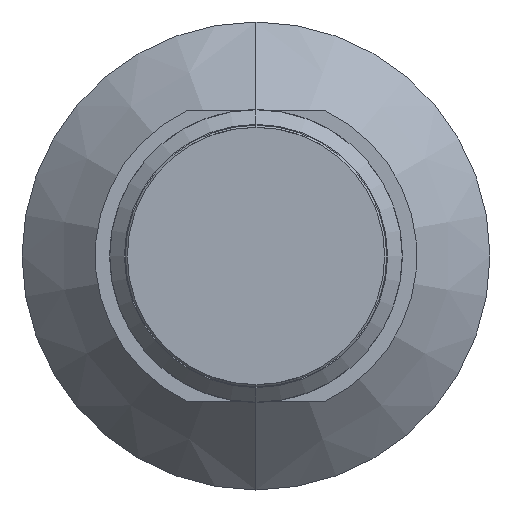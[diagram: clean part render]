
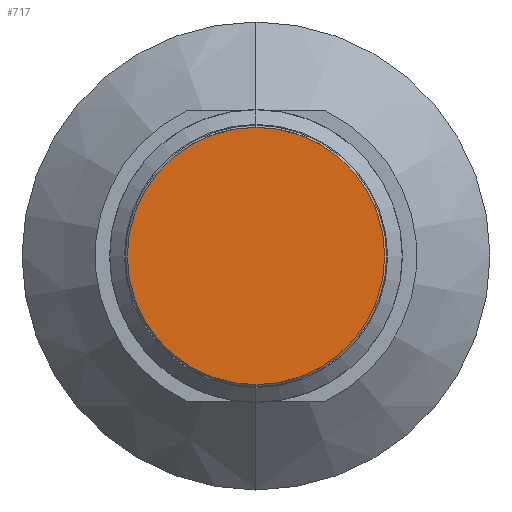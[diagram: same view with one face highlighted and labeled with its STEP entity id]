
A CAD part, front view. The second image highlights one B-rep face of the part: STEP entity #717.
In plain terms, the highlighted planar face has unit normal (0, -1, 0).
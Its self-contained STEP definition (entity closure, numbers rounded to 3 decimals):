
#146 = EDGE_LOOP ( 'NONE', ( #2750, #2960 ) ) ;
#185 = DIRECTION ( 'NONE',  ( 0., 1., 0. ) ) ;
#220 = CIRCLE ( 'NONE', #3276, 2.2 ) ;
#367 = DIRECTION ( 'NONE',  ( 0., -1., 0. ) ) ;
#502 = DIRECTION ( 'NONE',  ( -1., 0., 0. ) ) ;
#717 = ADVANCED_FACE ( 'Defeature ausgef�hrt1_15', ( #2423 ), #2728, .F. ) ;
#863 = CIRCLE ( 'NONE', #3760, 2.2 ) ;
#1015 = DIRECTION ( 'NONE',  ( 1., 0., 0. ) ) ;
#1273 = EDGE_CURVE ( 'Defeature ausgef�hrt1_15+Defeature ausgef�hrt1_22+Defeature ausgef�hrt1_22+Defeature ausgef�hrt1_22', #1400, #4036, #220, .T. ) ;
#1320 = DIRECTION ( 'NONE',  ( 0., -1., 0. ) ) ;
#1400 = VERTEX_POINT ( 'NONE', #3548 ) ;
#1420 = AXIS2_PLACEMENT_3D ( 'NONE', #2456, #185, #502 ) ;
#1620 = DIRECTION ( 'NONE',  ( 1., 0., 0. ) ) ;
#1733 = EDGE_CURVE ( 'Defeature ausgef�hrt1_15+Defeature ausgef�hrt1_22+Defeature ausgef�hrt1_22+Defeature ausgef�hrt1_22', #4036, #1400, #863, .T. ) ;
#1945 = CARTESIAN_POINT ( 'NONE',  ( 0., 0., 0. ) ) ;
#2312 = CARTESIAN_POINT ( 'NONE',  ( 0., 0., 0. ) ) ;
#2423 = FACE_OUTER_BOUND ( 'NONE', #146, .T. ) ;
#2456 = CARTESIAN_POINT ( 'NONE',  ( 0., 0., 1.9 ) ) ;
#2728 = PLANE ( 'NONE',  #1420 ) ;
#2750 = ORIENTED_EDGE ( 'NONE', *, *, #1273, .T. ) ;
#2960 = ORIENTED_EDGE ( 'NONE', *, *, #1733, .T. ) ;
#2980 = CARTESIAN_POINT ( 'NONE',  ( -2.2, 0., 0. ) ) ;
#3276 = AXIS2_PLACEMENT_3D ( 'NONE', #1945, #1320, #1620 ) ;
#3548 = CARTESIAN_POINT ( 'NONE',  ( 2.2, 0., 0. ) ) ;
#3760 = AXIS2_PLACEMENT_3D ( 'NONE', #2312, #367, #1015 ) ;
#4036 = VERTEX_POINT ( 'NONE', #2980 ) ;
